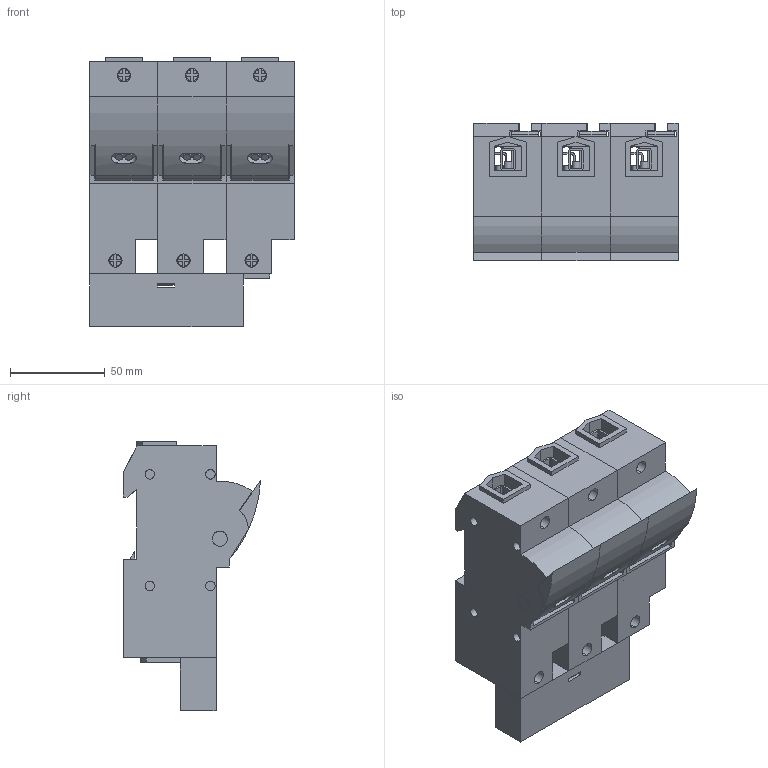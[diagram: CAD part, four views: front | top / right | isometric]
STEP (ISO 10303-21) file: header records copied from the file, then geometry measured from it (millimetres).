
FILE_DESCRIPTION(('CATIA V5 STEP Exchange','CAx-IF Rec.Pracs.--- Model Styling and Organization---1.2---2011-12-15'),'2;1');
FILE_NAME('31943.stp','2020-08-10T07:59:36+00:00',('none'),('none'),'Version 5-6 Release 2012','CATIA V5 STEP AP214','none');
FILE_SCHEMA(('AUTOMOTIVE_DESIGN { 1 0 10303 214 1 1 1 1 }'));
Length unit declared in the file: millimetre
Products named in the file (9): AMBUS®Panel; 31943; holder for cylindrical fuses, with LED; fuse holder; base; switch; snap; clamping component; pilot switch
Assembly tree (11 placements, depth 5):
  AMBUS®Panel
    31943
      holder for cylindrical fuses, with LED
        fuse holder  x3
          base
          switch
          snap
          clamping component
      pilot switch
Bounding box: 108 x 72.54 x 142.5 mm (x, y, z)
Volume: 438382.2 mm3; surface area: 161547.9 mm2
Topology: 16 solids, 16 shells, 865 faces, 2337 edges, 1550 vertices
Faces by surface type: plane 569, cylinder 272, bspline 12, torus 12
Entity records: 9889 total; most frequent: CARTESIAN_POINT 2461, ORIENTED_EDGE 1486, DIRECTION 1249, EDGE_CURVE 743, VECTOR 547, LINE 547, VERTEX_POINT 492, AXIS2_PLACEMENT_3D 409
